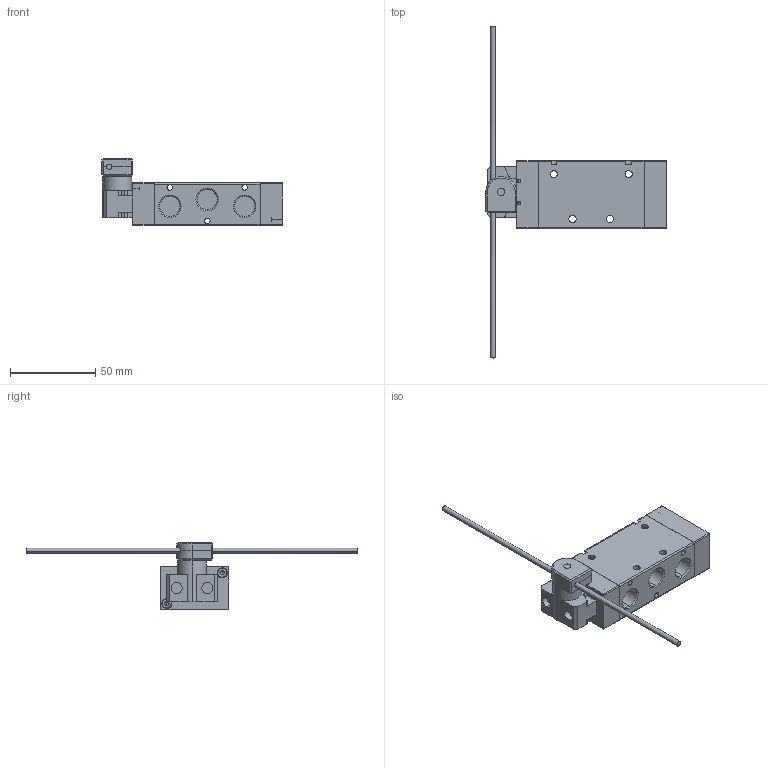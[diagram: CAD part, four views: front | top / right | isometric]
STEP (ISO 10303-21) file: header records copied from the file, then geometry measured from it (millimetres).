
FILE_DESCRIPTION (( 'STEP AP214' ), '1' );
FILE_NAME ('97_4_g71.STEP', '2015-12-21T15:08:05', ( '' ), ( '' ), 'SwSTEP 2.0', 'SolidWorks 2016', '' );
FILE_SCHEMA (( 'AUTOMOTIVE_DESIGN' ));
Length unit declared in the file: millimetre
Products named in the file (1): 97_4_g71
Bounding box: 105.9 x 195 x 39.25 mm (x, y, z)
Volume: 92748.1 mm3; surface area: 29095.8 mm2
Topology: 8 solids, 8 shells, 377 faces, 904 edges, 569 vertices
Faces by surface type: plane 187, cylinder 110, cone 41, bspline 21, torus 18
Entity records: 12972 total; most frequent: CARTESIAN_POINT 3548, DIRECTION 1857, ORIENTED_EDGE 1792, EDGE_CURVE 896, AXIS2_PLACEMENT_3D 667, VERTEX_POINT 569, LINE 523, VECTOR 523
